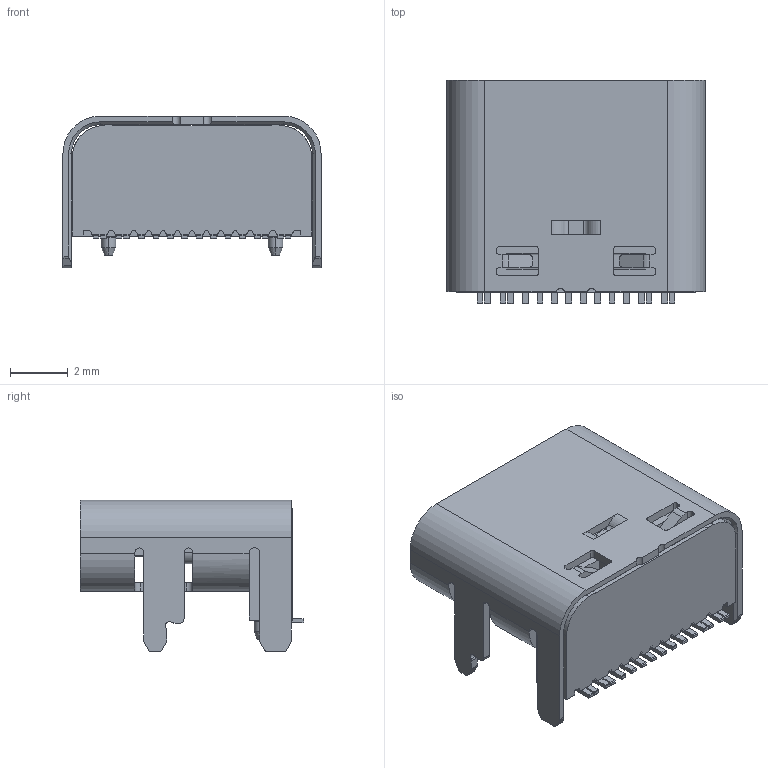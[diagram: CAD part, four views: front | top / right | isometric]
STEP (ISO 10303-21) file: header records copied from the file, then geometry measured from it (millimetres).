
FILE_DESCRIPTION (( 'STEP AP214' ), '1' );
FILE_NAME ('Pad height 1_0mm 16PIN TYPE-C female seat SMT.step', '2025-06-24T15:19:34', ( '' ), ( '' ), 'SwSTEP 2.0', 'SolidWorks 2025', '' );
FILE_SCHEMA (( 'AUTOMOTIVE_DESIGN' ));
Length unit declared in the file: millimetre
Products named in the file (1): Pad height 1_0mm 16PIN TYPE-C female seat  SMT
Bounding box: 8.94 x 7.75 x 5.26 mm (x, y, z)
Volume: 130.5 mm3; surface area: 498.4 mm2
Topology: 1 solids, 1 shells, 597 faces, 1746 edges, 1138 vertices
Faces by surface type: plane 389, cylinder 190, cone 18
Entity records: 25861 total; most frequent: CARTESIAN_POINT 3671, ORIENTED_EDGE 3492, DIRECTION 3267, EDGE_CURVE 1746, LINE 1311, VECTOR 1311, VERTEX_POINT 1138, AXIS2_PLACEMENT_3D 978
